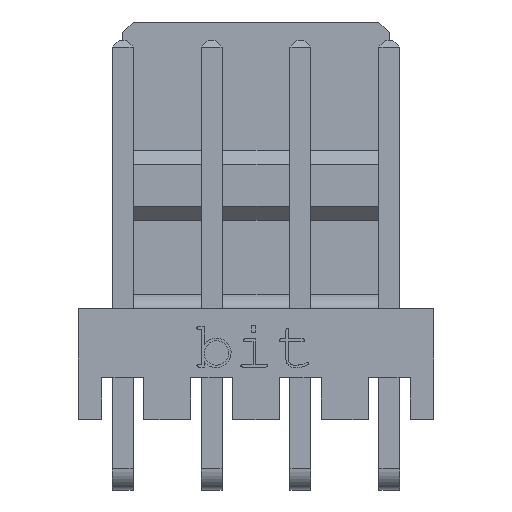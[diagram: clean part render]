
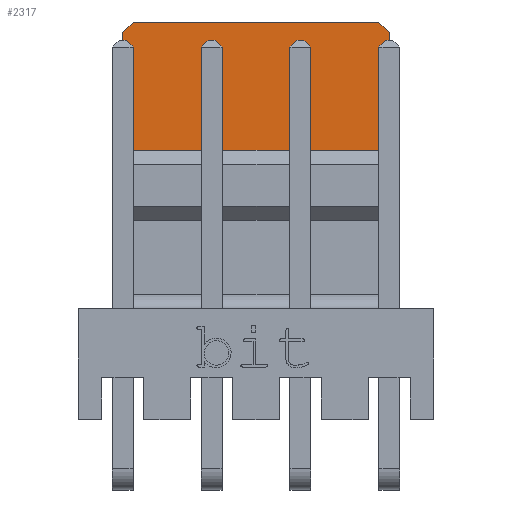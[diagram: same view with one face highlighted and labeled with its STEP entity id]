
A CAD part, top view. The second image highlights one B-rep face of the part: STEP entity #2317.
In plain terms, the highlighted planar face has unit normal (0, 0, 1).
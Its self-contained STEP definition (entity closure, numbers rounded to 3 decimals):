
#326 = FACE_OUTER_BOUND ( 'NONE', #3037, .T. ) ;
#390 = DIRECTION ( 'NONE',  ( -1., 0., 0. ) ) ;
#404 = ORIENTED_EDGE ( 'NONE', *, *, #1041, .T. ) ;
#624 = ORIENTED_EDGE ( 'NONE', *, *, #2352, .F. ) ;
#753 = ORIENTED_EDGE ( 'NONE', *, *, #1674, .F. ) ;
#765 = AXIS2_PLACEMENT_3D ( 'NONE', #2824, #5142, #390 ) ;
#806 = ORIENTED_EDGE ( 'NONE', *, *, #1971, .F. ) ;
#960 = CARTESIAN_POINT ( 'NONE',  ( 3.81, 11.37, -1.9 ) ) ;
#988 = VERTEX_POINT ( 'NONE', #4428 ) ;
#1041 = EDGE_CURVE ( 'NONE', #5223, #2166, #5166, .T. ) ;
#1135 = DIRECTION ( 'NONE',  ( -0.707, 0.707, 0. ) ) ;
#1254 = VECTOR ( 'NONE', #1135, 1000. ) ;
#1487 = VECTOR ( 'NONE', #2704, 1000. ) ;
#1488 = DIRECTION ( 'NONE',  ( 1., 0., 0. ) ) ;
#1520 = CARTESIAN_POINT ( 'NONE',  ( 3.81, 7.71, -1.9 ) ) ;
#1674 = EDGE_CURVE ( 'NONE', #5223, #988, #2577, .T. ) ;
#1712 = VERTEX_POINT ( 'NONE', #1520 ) ;
#1734 = LINE ( 'NONE', #2697, #4026 ) ;
#1917 = CARTESIAN_POINT ( 'NONE',  ( -3.51, 11.37, -1.9 ) ) ;
#1971 = EDGE_CURVE ( 'NONE', #3344, #1712, #2617, .T. ) ;
#2027 = CARTESIAN_POINT ( 'NONE',  ( 3.81, 11.37, -1.9 ) ) ;
#2107 = EDGE_CURVE ( 'NONE', #2166, #4056, #2991, .T. ) ;
#2166 = VERTEX_POINT ( 'NONE', #4404 ) ;
#2317 = ADVANCED_FACE ( 'NONE', ( #326 ), #3113, .F. ) ;
#2325 = DIRECTION ( 'NONE',  ( 0., -1., 0. ) ) ;
#2352 = EDGE_CURVE ( 'NONE', #1712, #4056, #1734, .T. ) ;
#2371 = LINE ( 'NONE', #2653, #1254 ) ;
#2577 = LINE ( 'NONE', #2027, #2752 ) ;
#2617 = LINE ( 'NONE', #960, #4052 ) ;
#2653 = CARTESIAN_POINT ( 'NONE',  ( 3.51, 11.37, -1.9 ) ) ;
#2697 = CARTESIAN_POINT ( 'NONE',  ( -3.81, 7.71, -1.9 ) ) ;
#2704 = DIRECTION ( 'NONE',  ( 0., -1., 0. ) ) ;
#2752 = VECTOR ( 'NONE', #1488, 1000. ) ;
#2824 = CARTESIAN_POINT ( 'NONE',  ( 3.81, 11.37, -1.9 ) ) ;
#2839 = ORIENTED_EDGE ( 'NONE', *, *, #2107, .T. ) ;
#2991 = LINE ( 'NONE', #3247, #1487 ) ;
#3037 = EDGE_LOOP ( 'NONE', ( #624, #806, #3757, #753, #404, #2839 ) ) ;
#3069 = CARTESIAN_POINT ( 'NONE',  ( -3.51, 11.37, -1.9 ) ) ;
#3096 = CARTESIAN_POINT ( 'NONE',  ( 3.81, 11.07, -1.9 ) ) ;
#3113 = PLANE ( 'NONE',  #765 ) ;
#3247 = CARTESIAN_POINT ( 'NONE',  ( -3.81, 11.37, -1.9 ) ) ;
#3344 = VERTEX_POINT ( 'NONE', #3096 ) ;
#3560 = DIRECTION ( 'NONE',  ( -0.707, -0.707, 0. ) ) ;
#3757 = ORIENTED_EDGE ( 'NONE', *, *, #5163, .T. ) ;
#3818 = DIRECTION ( 'NONE',  ( -1., 0., 0. ) ) ;
#4026 = VECTOR ( 'NONE', #3818, 1000. ) ;
#4052 = VECTOR ( 'NONE', #2325, 1000. ) ;
#4056 = VERTEX_POINT ( 'NONE', #4079 ) ;
#4079 = CARTESIAN_POINT ( 'NONE',  ( -3.81, 7.71, -1.9 ) ) ;
#4404 = CARTESIAN_POINT ( 'NONE',  ( -3.81, 11.07, -1.9 ) ) ;
#4428 = CARTESIAN_POINT ( 'NONE',  ( 3.51, 11.37, -1.9 ) ) ;
#4960 = VECTOR ( 'NONE', #3560, 1000. ) ;
#5142 = DIRECTION ( 'NONE',  ( 0., 0., -1. ) ) ;
#5163 = EDGE_CURVE ( 'NONE', #3344, #988, #2371, .T. ) ;
#5166 = LINE ( 'NONE', #1917, #4960 ) ;
#5223 = VERTEX_POINT ( 'NONE', #3069 ) ;
